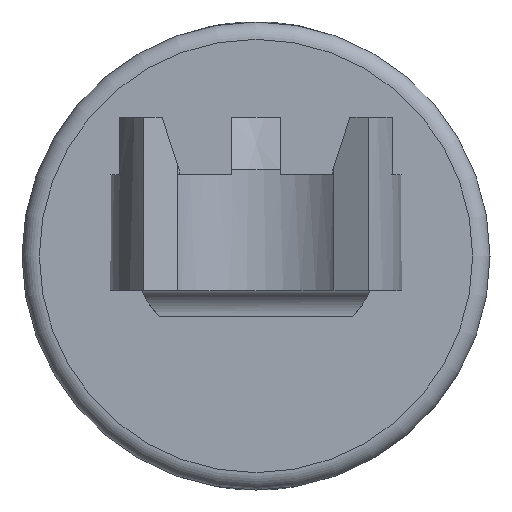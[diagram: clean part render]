
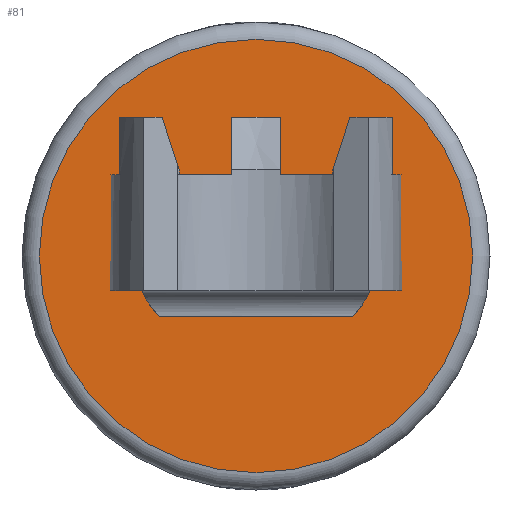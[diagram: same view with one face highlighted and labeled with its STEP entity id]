
A CAD part, left-side view. The second image highlights one B-rep face of the part: STEP entity #81.
In plain terms, the highlighted planar face has unit normal (-1, 0, 0).
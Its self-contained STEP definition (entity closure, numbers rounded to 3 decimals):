
#81 = ADVANCED_FACE( '', ( #197, #198 ), #199, .T. );
#197 = FACE_OUTER_BOUND( '', #361, .T. );
#198 = FACE_BOUND( '', #362, .T. );
#199 = PLANE( '', #363 );
#361 = EDGE_LOOP( '', ( #547 ) );
#362 = EDGE_LOOP( '', ( #548, #549, #550, #551 ) );
#363 = AXIS2_PLACEMENT_3D( '', #552, #553, #554 );
#547 = ORIENTED_EDGE( '', *, *, #951, .T. );
#548 = ORIENTED_EDGE( '', *, *, #952, .T. );
#549 = ORIENTED_EDGE( '', *, *, #953, .T. );
#550 = ORIENTED_EDGE( '', *, *, #954, .T. );
#551 = ORIENTED_EDGE( '', *, *, #955, .T. );
#552 = CARTESIAN_POINT( '', ( 18.05, 0., 2. ) );
#553 = DIRECTION( '', ( -1., 0., 0. ) );
#554 = DIRECTION( '', ( 0., -1., 0. ) );
#951 = EDGE_CURVE( '', #1137, #1137, #1138, .T. );
#952 = EDGE_CURVE( '', #1139, #1140, #1141, .T. );
#953 = EDGE_CURVE( '', #1140, #1142, #1143, .T. );
#954 = EDGE_CURVE( '', #1142, #1144, #1145, .T. );
#955 = EDGE_CURVE( '', #1144, #1139, #1146, .T. );
#1137 = VERTEX_POINT( '', #1406 );
#1138 = CIRCLE( '', #1407, 12.5 );
#1139 = VERTEX_POINT( '', #1408 );
#1140 = VERTEX_POINT( '', #1409 );
#1141 = LINE( '', #1410, #1411 );
#1142 = VERTEX_POINT( '', #1412 );
#1143 = CIRCLE( '', #1413, 5. );
#1144 = VERTEX_POINT( '', #1414 );
#1145 = LINE( '', #1415, #1416 );
#1146 = CIRCLE( '', #1417, 5. );
#1406 = CARTESIAN_POINT( '', ( 18.05, -12.5, 2. ) );
#1407 = AXIS2_PLACEMENT_3D( '', #2021, #2022, #2023 );
#1408 = CARTESIAN_POINT( '', ( 18.05, 5.571, 5.5 ) );
#1409 = CARTESIAN_POINT( '', ( 18.05, -5.571, 5.5 ) );
#1410 = CARTESIAN_POINT( '', ( 18.05, -6.583, 5.5 ) );
#1411 = VECTOR( '', #2024, 1000. );
#1412 = CARTESIAN_POINT( '', ( 18.05, -5.571, -1.5 ) );
#1413 = AXIS2_PLACEMENT_3D( '', #2025, #2026, #2027 );
#1414 = CARTESIAN_POINT( '', ( 18.05, 5.571, -1.5 ) );
#1415 = CARTESIAN_POINT( '', ( 18.05, 0., -1.5 ) );
#1416 = VECTOR( '', #2028, 1000. );
#1417 = AXIS2_PLACEMENT_3D( '', #2029, #2030, #2031 );
#2021 = CARTESIAN_POINT( '', ( 18.05, 0., 2. ) );
#2022 = DIRECTION( '', ( -1., 0., 0. ) );
#2023 = DIRECTION( '', ( 0., -1., 0. ) );
#2024 = DIRECTION( '', ( 0., -1., 0. ) );
#2025 = CARTESIAN_POINT( '', ( 18.05, -2., 2. ) );
#2026 = DIRECTION( '', ( 1., 0., 0. ) );
#2027 = DIRECTION( '', ( 0., 1., 0. ) );
#2028 = DIRECTION( '', ( 0., 1., 0. ) );
#2029 = CARTESIAN_POINT( '', ( 18.05, 2., 2. ) );
#2030 = DIRECTION( '', ( 1., 0., 0. ) );
#2031 = DIRECTION( '', ( 0., -1., 0. ) );
